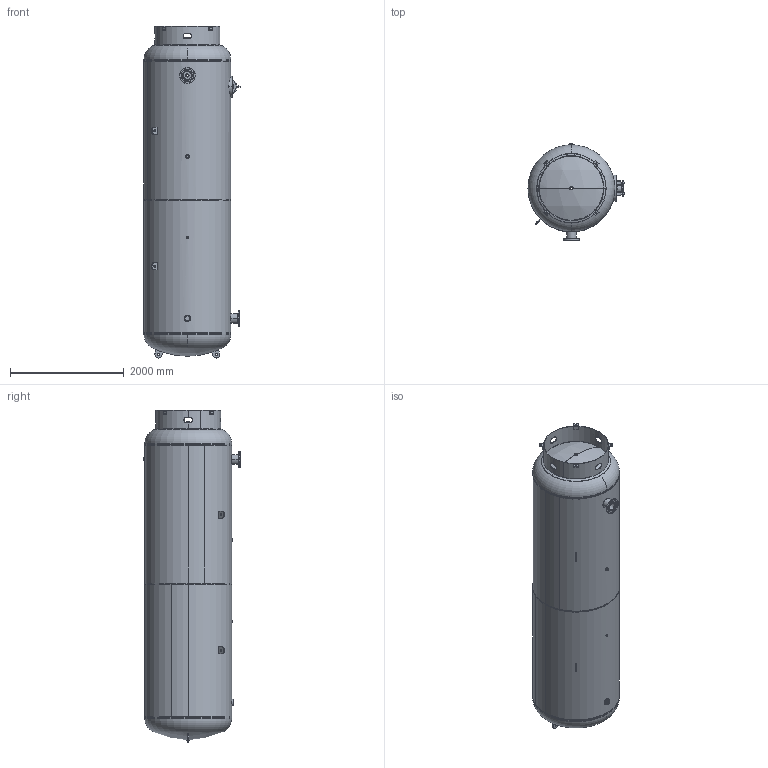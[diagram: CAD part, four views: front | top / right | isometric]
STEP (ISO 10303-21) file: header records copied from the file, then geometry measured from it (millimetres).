
FILE_DESCRIPTION (( 'STEP AP203' ), '1' );
FILE_NAME ('302453.STEP', '2012-03-05T14:39:24', ( '' ), ( '' ), 'SwSTEP 2.0', 'SolidWorks 2011', '' );
FILE_SCHEMA (( 'CONFIG_CONTROL_DESIGN' ));
Length unit declared in the file: inch
Products named in the file (1): 302453
Bounding box: 1685.83 x 1696.72 x 5829.56 mm (x, y, z)
Surface area: 57041436.9 mm2 (no closed solid volume)
Topology: 0 solids, 43 shells, 361 faces, 1095 edges, 759 vertices
Faces by surface type: cylinder 153, plane 129, torus 46, bspline 25, sphere 8
Entity records: 22044 total; most frequent: CARTESIAN_POINT 12242, DIRECTION 2086, ORIENTED_EDGE 1814, EDGE_CURVE 1095, AXIS2_PLACEMENT_3D 825, VERTEX_POINT 759, CIRCLE 488, LINE 436
